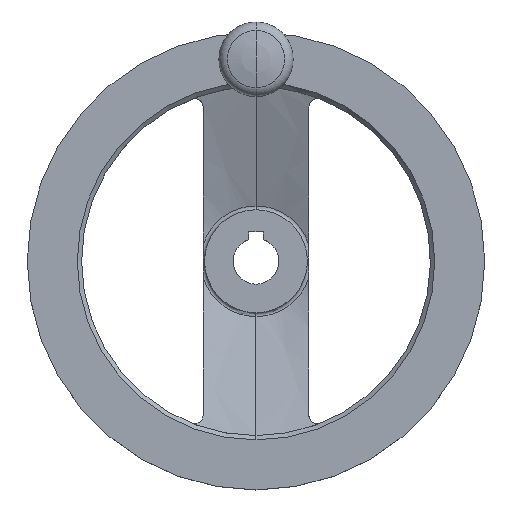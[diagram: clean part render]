
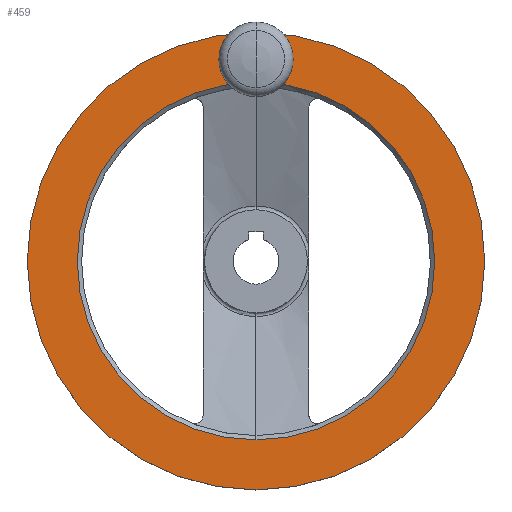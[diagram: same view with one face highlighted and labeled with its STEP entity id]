
A CAD part, top view. The second image highlights one B-rep face of the part: STEP entity #459.
In plain terms, the highlighted planar face has unit normal (0, 0, 1).
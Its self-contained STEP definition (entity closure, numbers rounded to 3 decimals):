
#319=EDGE_CURVE('',#399,#695,#861,.T.);
#325=EDGE_CURVE('',#727,#543,#867,.T.);
#327=VERTEX_POINT('',#869);
#381=EDGE_CURVE('',#327,#579,#928,.T.);
#399=VERTEX_POINT('',#947);
#445=EDGE_CURVE('',#579,#327,#997,.T.);
#459=ADVANCED_FACE('',(#1014,#1015,#1016),#1017,.T.);
#469=EDGE_CURVE('',#543,#727,#1027,.T.);
#543=VERTEX_POINT('',#1106);
#579=VERTEX_POINT('',#1144);
#695=VERTEX_POINT('',#1272);
#727=VERTEX_POINT('',#1309);
#789=EDGE_CURVE('',#695,#399,#1380,.T.);
#861=CIRCLE('',#1472,80.0);
#867=CIRCLE('',#1481,62.5);
#869=CARTESIAN_POINT('',(0.,77.,39.0));
#928=CIRCLE('',#1603,6.5);
#947=CARTESIAN_POINT('',(0.,-80.0,39.0));
#997=CIRCLE('',#1717,6.5);
#1014=FACE_BOUND('',#1738,.T.);
#1015=FACE_BOUND('',#1739,.T.);
#1016=FACE_OUTER_BOUND('',#1740,.T.);
#1017=PLANE('',#1741);
#1027=CIRCLE('',#1755,62.5);
#1106=CARTESIAN_POINT('',(0.,-62.5,39.0));
#1144=CARTESIAN_POINT('',(0.,64.,39.));
#1272=CARTESIAN_POINT('',(0.,80.,39.0));
#1309=CARTESIAN_POINT('',(0.,62.5,39.0));
#1380=CIRCLE('',#2394,80.0);
#1472=AXIS2_PLACEMENT_3D('',#2503,#2504,#2505);
#1481=AXIS2_PLACEMENT_3D('',#2512,#2513,#2514);
#1603=AXIS2_PLACEMENT_3D('',#2580,#2581,#2582);
#1717=AXIS2_PLACEMENT_3D('',#2651,#2652,#2653);
#1738=EDGE_LOOP('',(#2678,#2679));
#1739=EDGE_LOOP('',(#2680,#2681));
#1740=EDGE_LOOP('',(#2682,#2683));
#1741=AXIS2_PLACEMENT_3D('',#2684,#2685,#2686);
#1755=AXIS2_PLACEMENT_3D('',#2691,#2692,#2693);
#2394=AXIS2_PLACEMENT_3D('',#3118,#3119,#3120);
#2503=CARTESIAN_POINT('',(0.,0.,39.0));
#2504=DIRECTION('',(0.,0.,1.0));
#2505=DIRECTION('',(0.,1.0,0.));
#2512=CARTESIAN_POINT('',(0.,0.,39.0));
#2513=DIRECTION('',(0.,0.,1.0));
#2514=DIRECTION('',(0.,1.0,0.));
#2580=CARTESIAN_POINT('',(0.,70.5,39.0));
#2581=DIRECTION('',(0.,0.,-1.0));
#2582=DIRECTION('',(0.,-1.0,0.));
#2651=CARTESIAN_POINT('',(0.,70.5,39.0));
#2652=DIRECTION('',(0.,0.,-1.0));
#2653=DIRECTION('',(0.,-1.0,0.));
#2678=ORIENTED_EDGE('',*,*,#445,.T.);
#2679=ORIENTED_EDGE('',*,*,#381,.T.);
#2680=ORIENTED_EDGE('',*,*,#325,.F.);
#2681=ORIENTED_EDGE('',*,*,#469,.F.);
#2682=ORIENTED_EDGE('',*,*,#789,.T.);
#2683=ORIENTED_EDGE('',*,*,#319,.T.);
#2684=CARTESIAN_POINT('',(0.,71.25,39.0));
#2685=DIRECTION('',(0.,0.,1.0));
#2686=DIRECTION('',(0.,1.0,0.0));
#2691=CARTESIAN_POINT('',(0.,0.,39.0));
#2692=DIRECTION('',(0.,0.,1.0));
#2693=DIRECTION('',(0.,1.0,0.));
#3118=CARTESIAN_POINT('',(0.,0.,39.0));
#3119=DIRECTION('',(0.,0.,1.0));
#3120=DIRECTION('',(0.,1.0,0.));
